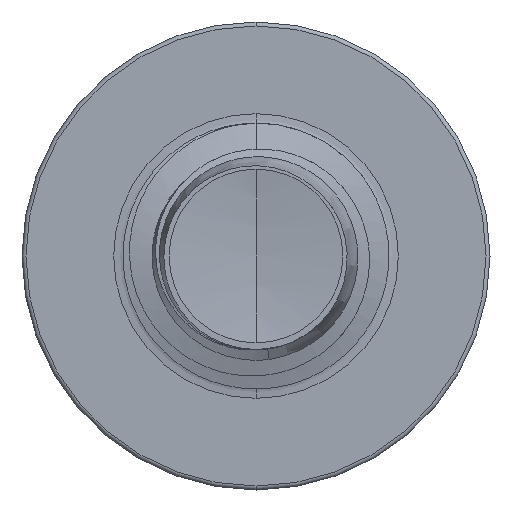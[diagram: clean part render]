
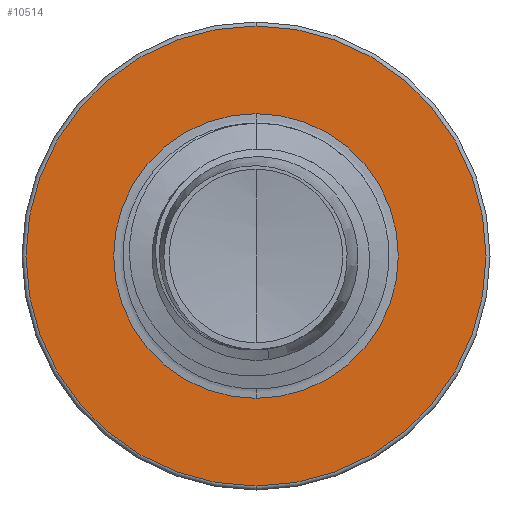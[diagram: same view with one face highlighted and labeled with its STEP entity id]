
A CAD part, front view. The second image highlights one B-rep face of the part: STEP entity #10514.
In plain terms, the highlighted planar face has unit normal (0, -1, 0).
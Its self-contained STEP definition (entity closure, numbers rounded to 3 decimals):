
#120 = AXIS2_PLACEMENT_3D ( 'NONE', #10594, #5292, #11503 ) ;
#765 = CIRCLE ( 'NONE', #2826, 4.325 ) ;
#880 = AXIS2_PLACEMENT_3D ( 'NONE', #4844, #11086, #5891 ) ;
#1414 = CARTESIAN_POINT ( 'NONE',  ( 0., 5., -2.677 ) ) ;
#1590 = CARTESIAN_POINT ( 'NONE',  ( 0., 5., 0. ) ) ;
#2117 = ORIENTED_EDGE ( 'NONE', *, *, #9565, .T. ) ;
#2516 = DIRECTION ( 'NONE',  ( 0., 1., 0. ) ) ;
#2695 = DIRECTION ( 'NONE',  ( 0., 0., 1. ) ) ;
#2826 = AXIS2_PLACEMENT_3D ( 'NONE', #5894, #5885, #5881 ) ;
#2893 = PLANE ( 'NONE',  #12013 ) ;
#3170 = VERTEX_POINT ( 'NONE', #4917 ) ;
#3396 = EDGE_LOOP ( 'NONE', ( #6176, #2117 ) ) ;
#3816 = VERTEX_POINT ( 'NONE', #5490 ) ;
#4100 = VERTEX_POINT ( 'NONE', #5030 ) ;
#4844 = CARTESIAN_POINT ( 'NONE',  ( 0., 5., 0. ) ) ;
#4917 = CARTESIAN_POINT ( 'NONE',  ( 0., 5., 4.325 ) ) ;
#4989 = FACE_OUTER_BOUND ( 'NONE', #12037, .T. ) ;
#5030 = CARTESIAN_POINT ( 'NONE',  ( 0., 5., -4.325 ) ) ;
#5292 = DIRECTION ( 'NONE',  ( 0., 1., 0. ) ) ;
#5315 = FACE_BOUND ( 'NONE', #3396, .T. ) ;
#5324 = ORIENTED_EDGE ( 'NONE', *, *, #8324, .F. ) ;
#5490 = CARTESIAN_POINT ( 'NONE',  ( 0., 5., 2.677 ) ) ;
#5626 = ORIENTED_EDGE ( 'NONE', *, *, #10577, .F. ) ;
#5881 = DIRECTION ( 'NONE',  ( 0., 0., 1. ) ) ;
#5885 = DIRECTION ( 'NONE',  ( 0., 1., 0. ) ) ;
#5891 = DIRECTION ( 'NONE',  ( 0., 0., 1. ) ) ;
#5894 = CARTESIAN_POINT ( 'NONE',  ( 0., 5., 0. ) ) ;
#6176 = ORIENTED_EDGE ( 'NONE', *, *, #10562, .T. ) ;
#6390 = CIRCLE ( 'NONE', #120, 2.677 ) ;
#6957 = CIRCLE ( 'NONE', #10204, 2.677 ) ;
#7176 = CARTESIAN_POINT ( 'NONE',  ( 0., 5., -2.677 ) ) ;
#7265 = VERTEX_POINT ( 'NONE', #7176 ) ;
#8324 = EDGE_CURVE ( 'NONE', #3170, #4100, #765, .T. ) ;
#8475 = DIRECTION ( 'NONE',  ( 0., 1., 0. ) ) ;
#9194 = DIRECTION ( 'NONE',  ( 0., 0., 1. ) ) ;
#9565 = EDGE_CURVE ( 'NONE', #7265, #3816, #6390, .T. ) ;
#10204 = AXIS2_PLACEMENT_3D ( 'NONE', #1590, #8475, #2695 ) ;
#10514 = ADVANCED_FACE ( 'NONE', ( #4989, #5315 ), #2893, .F. ) ;
#10562 = EDGE_CURVE ( 'NONE', #3816, #7265, #6957, .T. ) ;
#10577 = EDGE_CURVE ( 'NONE', #4100, #3170, #11565, .T. ) ;
#10594 = CARTESIAN_POINT ( 'NONE',  ( 0., 5., 0. ) ) ;
#11086 = DIRECTION ( 'NONE',  ( 0., 1., 0. ) ) ;
#11503 = DIRECTION ( 'NONE',  ( 0., 0., 1. ) ) ;
#11565 = CIRCLE ( 'NONE', #880, 4.325 ) ;
#12013 = AXIS2_PLACEMENT_3D ( 'NONE', #1414, #2516, #9194 ) ;
#12037 = EDGE_LOOP ( 'NONE', ( #5324, #5626 ) ) ;
